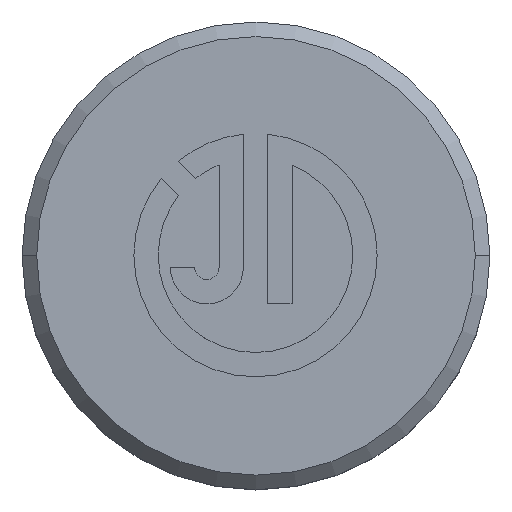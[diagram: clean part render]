
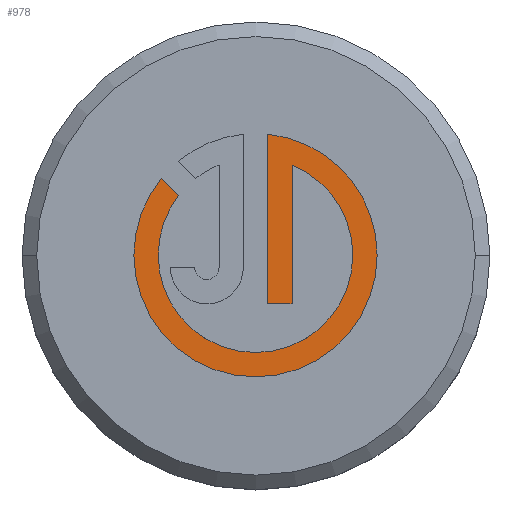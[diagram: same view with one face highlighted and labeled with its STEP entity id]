
A CAD part, top view. The second image highlights one B-rep face of the part: STEP entity #978.
In plain terms, the highlighted planar face has unit normal (0, 0, 1).
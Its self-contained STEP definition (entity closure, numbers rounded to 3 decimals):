
#10 = LINE ( 'NONE', #2134, #1508 ) ;
#65 = CARTESIAN_POINT ( 'NONE',  ( 1.232, -1.642, 109.9 ) ) ;
#136 = CIRCLE ( 'NONE', #760, 3.328 ) ;
#173 = DIRECTION ( 'NONE',  ( 0., 0., 1. ) ) ;
#175 = EDGE_CURVE ( 'NONE', #689, #1278, #1502, .T. ) ;
#251 = VECTOR ( 'NONE', #416, 1000. ) ;
#292 = AXIS2_PLACEMENT_3D ( 'NONE', #1061, #2365, #1244 ) ;
#325 = CARTESIAN_POINT ( 'NONE',  ( -0.016, 0.022, 109.9 ) ) ;
#326 = CIRCLE ( 'NONE', #2226, 4.16 ) ;
#334 = CARTESIAN_POINT ( 'NONE',  ( 0., 0., 109.9 ) ) ;
#353 = VECTOR ( 'NONE', #2281, 1000. ) ;
#359 = CARTESIAN_POINT ( 'NONE',  ( -0.016, 0.022, 109.9 ) ) ;
#416 = DIRECTION ( 'NONE',  ( 0., -1., 0. ) ) ;
#456 = ORIENTED_EDGE ( 'NONE', *, *, #473, .T. ) ;
#473 = EDGE_CURVE ( 'NONE', #1766, #708, #1615, .T. ) ;
#485 = ORIENTED_EDGE ( 'NONE', *, *, #1034, .T. ) ;
#513 = DIRECTION ( 'NONE',  ( -1., 0., 0. ) ) ;
#534 = ORIENTED_EDGE ( 'NONE', *, *, #175, .T. ) ;
#556 = DIRECTION ( 'NONE',  ( 1., 0., 0. ) ) ;
#573 = VERTEX_POINT ( 'NONE', #1839 ) ;
#689 = VERTEX_POINT ( 'NONE', #1306 ) ;
#708 = VERTEX_POINT ( 'NONE', #1316 ) ;
#725 = CARTESIAN_POINT ( 'NONE',  ( -2.645, 2.063, 109.9 ) ) ;
#760 = AXIS2_PLACEMENT_3D ( 'NONE', #325, #1628, #513 ) ;
#782 = ORIENTED_EDGE ( 'NONE', *, *, #1055, .T. ) ;
#784 = CARTESIAN_POINT ( 'NONE',  ( -0.016, 0.022, 109.9 ) ) ;
#787 = EDGE_CURVE ( 'NONE', #1313, #1626, #843, .T. ) ;
#796 = LINE ( 'NONE', #1542, #251 ) ;
#843 = LINE ( 'NONE', #973, #353 ) ;
#844 = CARTESIAN_POINT ( 'NONE',  ( -0.016, 0.022, 109.9 ) ) ;
#891 = DIRECTION ( 'NONE',  ( 0., 0., 1. ) ) ;
#973 = CARTESIAN_POINT ( 'NONE',  ( 0., -1.642, 109.9 ) ) ;
#978 = ADVANCED_FACE ( 'NONE', ( #2368 ), #1081, .T. ) ;
#984 = DIRECTION ( 'NONE',  ( -1., 0., 0. ) ) ;
#1008 = DIRECTION ( 'NONE',  ( 0., 1., 0. ) ) ;
#1034 = EDGE_CURVE ( 'NONE', #708, #1387, #2307, .T. ) ;
#1055 = EDGE_CURVE ( 'NONE', #1201, #1766, #1310, .T. ) ;
#1061 = CARTESIAN_POINT ( 'NONE',  ( -0.016, 0.022, 109.9 ) ) ;
#1067 = EDGE_CURVE ( 'NONE', #1387, #573, #326, .T. ) ;
#1081 = PLANE ( 'NONE',  #1353 ) ;
#1131 = CARTESIAN_POINT ( 'NONE',  ( 1.232, 3.107, 109.9 ) ) ;
#1134 = ORIENTED_EDGE ( 'NONE', *, *, #1849, .T. ) ;
#1150 = ORIENTED_EDGE ( 'NONE', *, *, #1926, .T. ) ;
#1201 = VERTEX_POINT ( 'NONE', #1684 ) ;
#1217 = VERTEX_POINT ( 'NONE', #1131 ) ;
#1222 = ORIENTED_EDGE ( 'NONE', *, *, #787, .T. ) ;
#1244 = DIRECTION ( 'NONE',  ( 1., 0., 0. ) ) ;
#1278 = VERTEX_POINT ( 'NONE', #1710 ) ;
#1288 = CARTESIAN_POINT ( 'NONE',  ( -0.016, 0.022, 109.9 ) ) ;
#1291 = EDGE_LOOP ( 'NONE', ( #1134, #534, #1771, #782, #456, #485, #1731, #1916, #1222, #1150 ) ) ;
#1292 = AXIS2_PLACEMENT_3D ( 'NONE', #784, #2107, #984 ) ;
#1306 = CARTESIAN_POINT ( 'NONE',  ( 3.312, 0.022, 109.9 ) ) ;
#1310 = LINE ( 'NONE', #725, #1749 ) ;
#1313 = VERTEX_POINT ( 'NONE', #2275 ) ;
#1316 = CARTESIAN_POINT ( 'NONE',  ( -4.176, 0.022, 109.9 ) ) ;
#1327 = DIRECTION ( 'NONE',  ( -1., 0., 0. ) ) ;
#1353 = AXIS2_PLACEMENT_3D ( 'NONE', #334, #891, #2197 ) ;
#1380 = AXIS2_PLACEMENT_3D ( 'NONE', #844, #1830, #1327 ) ;
#1387 = VERTEX_POINT ( 'NONE', #1564 ) ;
#1414 = CARTESIAN_POINT ( 'NONE',  ( -3.237, 2.655, 109.9 ) ) ;
#1478 = DIRECTION ( 'NONE',  ( 1., 0., 0. ) ) ;
#1502 = CIRCLE ( 'NONE', #1380, 3.328 ) ;
#1508 = VECTOR ( 'NONE', #1008, 1000. ) ;
#1542 = CARTESIAN_POINT ( 'NONE',  ( 0.4, 0., 109.9 ) ) ;
#1564 = CARTESIAN_POINT ( 'NONE',  ( 4.144, 0.022, 109.9 ) ) ;
#1615 = CIRCLE ( 'NONE', #292, 4.16 ) ;
#1626 = VERTEX_POINT ( 'NONE', #65 ) ;
#1628 = DIRECTION ( 'NONE',  ( 0., 0., -1. ) ) ;
#1661 = DIRECTION ( 'NONE',  ( -0.707, 0.707, 0. ) ) ;
#1667 = DIRECTION ( 'NONE',  ( 0., 0., 1. ) ) ;
#1684 = CARTESIAN_POINT ( 'NONE',  ( -2.645, 2.063, 109.9 ) ) ;
#1710 = CARTESIAN_POINT ( 'NONE',  ( -3.344, 0.022, 109.9 ) ) ;
#1721 = AXIS2_PLACEMENT_3D ( 'NONE', #1288, #173, #1478 ) ;
#1731 = ORIENTED_EDGE ( 'NONE', *, *, #1067, .T. ) ;
#1749 = VECTOR ( 'NONE', #1661, 1000. ) ;
#1766 = VERTEX_POINT ( 'NONE', #1414 ) ;
#1771 = ORIENTED_EDGE ( 'NONE', *, *, #2348, .T. ) ;
#1830 = DIRECTION ( 'NONE',  ( 0., 0., -1. ) ) ;
#1839 = CARTESIAN_POINT ( 'NONE',  ( 0.4, 4.161, 109.9 ) ) ;
#1848 = EDGE_CURVE ( 'NONE', #573, #1313, #796, .T. ) ;
#1849 = EDGE_CURVE ( 'NONE', #1217, #689, #2181, .T. ) ;
#1916 = ORIENTED_EDGE ( 'NONE', *, *, #1848, .T. ) ;
#1926 = EDGE_CURVE ( 'NONE', #1626, #1217, #10, .T. ) ;
#2107 = DIRECTION ( 'NONE',  ( 0., 0., -1. ) ) ;
#2134 = CARTESIAN_POINT ( 'NONE',  ( 1.232, 0., 109.9 ) ) ;
#2181 = CIRCLE ( 'NONE', #1292, 3.328 ) ;
#2197 = DIRECTION ( 'NONE',  ( 1., 0., 0. ) ) ;
#2226 = AXIS2_PLACEMENT_3D ( 'NONE', #359, #1667, #556 ) ;
#2275 = CARTESIAN_POINT ( 'NONE',  ( 0.4, -1.642, 109.9 ) ) ;
#2281 = DIRECTION ( 'NONE',  ( 1., 0., 0. ) ) ;
#2307 = CIRCLE ( 'NONE', #1721, 4.16 ) ;
#2348 = EDGE_CURVE ( 'NONE', #1278, #1201, #136, .T. ) ;
#2365 = DIRECTION ( 'NONE',  ( 0., 0., 1. ) ) ;
#2368 = FACE_OUTER_BOUND ( 'NONE', #1291, .T. ) ;
